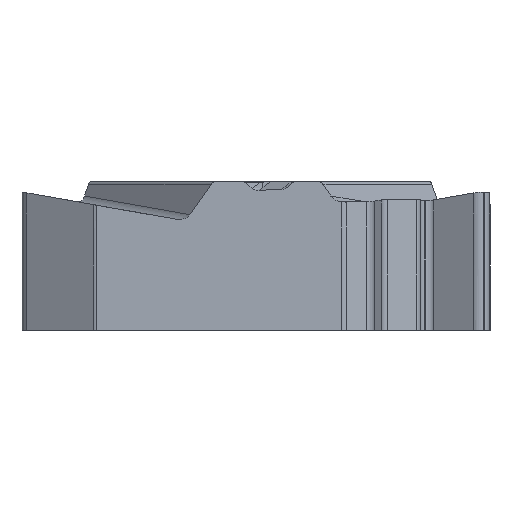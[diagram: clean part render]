
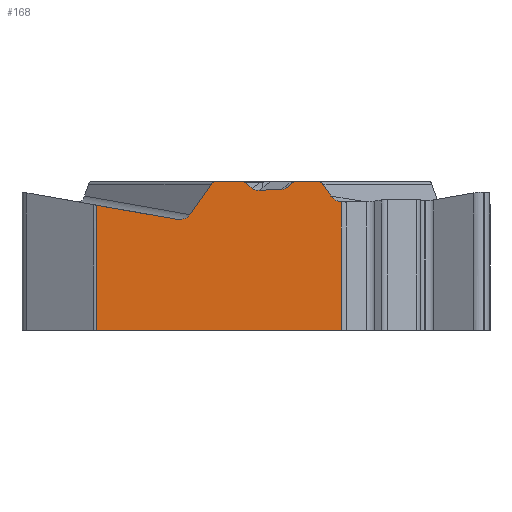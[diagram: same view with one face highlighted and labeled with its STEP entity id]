
A CAD part, left-side view. The second image highlights one B-rep face of the part: STEP entity #168.
In plain terms, the highlighted planar face has unit normal (-1, 0, 0).
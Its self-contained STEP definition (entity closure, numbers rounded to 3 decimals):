
#121=PLANE('',#2092);
#168=ADVANCED_FACE('',(#319),#121,.F.);
#319=FACE_OUTER_BOUND('',#421,.T.);
#421=EDGE_LOOP('',(#592,#593,#594,#595,#596,#597,#598,#599,#600,#601,#602,
#603,#604,#605,#606,#607,#608,#609,#610));
#532=ELLIPSE('',#2079,0.368,0.32);
#535=ELLIPSE('',#2083,0.374,0.32);
#538=ELLIPSE('',#2088,0.17,0.15);
#539=ELLIPSE('',#2089,0.15,0.15);
#540=ELLIPSE('',#2090,0.167,0.15);
#541=ELLIPSE('',#2091,0.177,0.15);
#592=ORIENTED_EDGE('',*,*,#1378,.F.);
#593=ORIENTED_EDGE('',*,*,#1379,.T.);
#594=ORIENTED_EDGE('',*,*,#1371,.T.);
#595=ORIENTED_EDGE('',*,*,#1380,.F.);
#596=ORIENTED_EDGE('',*,*,#1381,.F.);
#597=ORIENTED_EDGE('',*,*,#1382,.F.);
#598=ORIENTED_EDGE('',*,*,#1383,.F.);
#599=ORIENTED_EDGE('',*,*,#1384,.F.);
#600=ORIENTED_EDGE('',*,*,#1385,.F.);
#601=ORIENTED_EDGE('',*,*,#1386,.F.);
#602=ORIENTED_EDGE('',*,*,#1387,.F.);
#603=ORIENTED_EDGE('',*,*,#1388,.F.);
#604=ORIENTED_EDGE('',*,*,#1389,.F.);
#605=ORIENTED_EDGE('',*,*,#1390,.F.);
#606=ORIENTED_EDGE('',*,*,#1391,.F.);
#607=ORIENTED_EDGE('',*,*,#1392,.F.);
#608=ORIENTED_EDGE('',*,*,#1364,.T.);
#609=ORIENTED_EDGE('',*,*,#1393,.F.);
#610=ORIENTED_EDGE('',*,*,#1394,.T.);
#1169=VERTEX_POINT('',#3306);
#1171=VERTEX_POINT('',#3309);
#1177=VERTEX_POINT('',#3325);
#1178=VERTEX_POINT('',#3327);
#1184=VERTEX_POINT('',#3348);
#1185=VERTEX_POINT('',#3349);
#1186=VERTEX_POINT('',#3352);
#1187=VERTEX_POINT('',#3354);
#1188=VERTEX_POINT('',#3356);
#1189=VERTEX_POINT('',#3358);
#1190=VERTEX_POINT('',#3360);
#1191=VERTEX_POINT('',#3374);
#1192=VERTEX_POINT('',#3376);
#1193=VERTEX_POINT('',#3390);
#1194=VERTEX_POINT('',#3392);
#1195=VERTEX_POINT('',#3394);
#1196=VERTEX_POINT('',#3396);
#1197=VERTEX_POINT('',#3398);
#1198=VERTEX_POINT('',#3401);
#1364=EDGE_CURVE('',#1171,#1169,#532,.T.);
#1371=EDGE_CURVE('',#1178,#1177,#535,.T.);
#1378=EDGE_CURVE('',#1184,#1185,#1665,.T.);
#1379=EDGE_CURVE('',#1184,#1178,#1666,.T.);
#1380=EDGE_CURVE('',#1186,#1177,#1667,.T.);
#1381=EDGE_CURVE('',#1187,#1186,#538,.T.);
#1382=EDGE_CURVE('',#1188,#1187,#1668,.T.);
#1383=EDGE_CURVE('',#1189,#1188,#539,.T.);
#1384=EDGE_CURVE('',#1190,#1189,#1669,.T.);
#1385=EDGE_CURVE('',#1191,#1190,#2027,.T.);
#1386=EDGE_CURVE('',#1192,#1191,#1670,.T.);
#1387=EDGE_CURVE('',#1193,#1192,#2028,.T.);
#1388=EDGE_CURVE('',#1194,#1193,#1671,.T.);
#1389=EDGE_CURVE('',#1195,#1194,#540,.T.);
#1390=EDGE_CURVE('',#1196,#1195,#1672,.T.);
#1391=EDGE_CURVE('',#1197,#1196,#541,.T.);
#1392=EDGE_CURVE('',#1171,#1197,#1673,.T.);
#1393=EDGE_CURVE('',#1198,#1169,#1674,.T.);
#1394=EDGE_CURVE('',#1198,#1185,#1675,.T.);
#1665=LINE('',#3347,#1839);
#1666=LINE('',#3350,#1840);
#1667=LINE('',#3351,#1841);
#1668=LINE('',#3355,#1842);
#1669=LINE('',#3359,#1843);
#1670=LINE('',#3375,#1844);
#1671=LINE('',#3391,#1845);
#1672=LINE('',#3395,#1846);
#1673=LINE('',#3399,#1847);
#1674=LINE('',#3400,#1848);
#1675=LINE('',#3402,#1849);
#1839=VECTOR('',#2297,1.);
#1840=VECTOR('',#2298,1.);
#1841=VECTOR('',#2299,1.);
#1842=VECTOR('',#2302,1.);
#1843=VECTOR('',#2305,1.);
#1844=VECTOR('',#2306,1.);
#1845=VECTOR('',#2307,1.);
#1846=VECTOR('',#2310,1.);
#1847=VECTOR('',#2313,1.);
#1848=VECTOR('',#2314,1.);
#1849=VECTOR('',#2315,1.);
#2027=B_SPLINE_CURVE_WITH_KNOTS('',3,(#3361,#3362,#3363,#3364,#3365,#3366,
#3367,#3368,#3369,#3370,#3371,#3372,#3373),.UNSPECIFIED.,.F.,.F.,(4,3,3,
3,4),(0.,0.249,0.498,0.746,1.),
 .UNSPECIFIED.);
#2028=B_SPLINE_CURVE_WITH_KNOTS('',3,(#3377,#3378,#3379,#3380,#3381,#3382,
#3383,#3384,#3385,#3386,#3387,#3388,#3389),.UNSPECIFIED.,.F.,.F.,(4,3,3,
3,4),(0.,0.234,0.468,0.701,1.),
 .UNSPECIFIED.);
#2079=AXIS2_PLACEMENT_3D('',#3308,#2274,#2275);
#2083=AXIS2_PLACEMENT_3D('',#3326,#2285,#2286);
#2088=AXIS2_PLACEMENT_3D('',#3353,#2300,#2301);
#2089=AXIS2_PLACEMENT_3D('',#3357,#2303,#2304);
#2090=AXIS2_PLACEMENT_3D('',#3393,#2308,#2309);
#2091=AXIS2_PLACEMENT_3D('',#3397,#2311,#2312);
#2092=AXIS2_PLACEMENT_3D('',#3403,#2316,#2317);
#2274=DIRECTION('',(1.,0.,0.));
#2275=DIRECTION('',(0.,0.985,0.174));
#2285=DIRECTION('',(1.,0.,0.));
#2286=DIRECTION('',(0.,0.986,0.165));
#2297=DIRECTION('',(0.,1.,0.));
#2298=DIRECTION('',(0.,0.,1.));
#2299=DIRECTION('',(0.,-0.558,-0.83));
#2300=DIRECTION('',(1.,0.,0.));
#2301=DIRECTION('',(0.,1.,0.));
#2302=DIRECTION('',(0.,-1.,0.));
#2303=DIRECTION('',(1.,0.,0.));
#2304=DIRECTION('',(0.,-1.,0.));
#2305=DIRECTION('',(0.,-0.759,0.651));
#2306=DIRECTION('',(0.,-0.999,0.043));
#2307=DIRECTION('',(0.,-0.792,-0.611));
#2308=DIRECTION('',(1.,0.,0.));
#2309=DIRECTION('',(0.,1.,0.));
#2310=DIRECTION('',(0.,-1.,0.));
#2311=DIRECTION('',(1.,0.,0.));
#2312=DIRECTION('',(0.,1.,0.));
#2313=DIRECTION('',(0.,-0.574,0.819));
#2314=DIRECTION('',(0.,-0.985,-0.174));
#2315=DIRECTION('',(0.,0.,-1.));
#2316=DIRECTION('',(1.,0.,0.));
#2317=DIRECTION('',(0.,0.,-1.));
#3306=CARTESIAN_POINT('',(-4.763,2.45,-0.785));
#3308=CARTESIAN_POINT('',(-4.763,2.394,-0.47));
#3309=CARTESIAN_POINT('',(-4.763,2.08,-0.647));
#3325=CARTESIAN_POINT('',(-4.763,-1.965,-0.113));
#3326=CARTESIAN_POINT('',(-4.763,-2.285,0.037));
#3327=CARTESIAN_POINT('',(-4.763,-2.263,-0.283));
#3347=CARTESIAN_POINT('',(-4.763,-3.173,-3.97));
#3348=CARTESIAN_POINT('',(-4.763,-2.263,-3.97));
#3349=CARTESIAN_POINT('',(-4.763,4.754,-3.97));
#3350=CARTESIAN_POINT('',(-4.763,-2.263,3.3));
#3351=CARTESIAN_POINT('',(-4.763,-0.312,2.344));
#3352=CARTESIAN_POINT('',(-4.763,-1.736,0.227));
#3353=CARTESIAN_POINT('',(-4.763,-1.59,0.15));
#3354=CARTESIAN_POINT('',(-4.763,-1.59,0.3));
#3355=CARTESIAN_POINT('',(-4.763,3.173,0.3));
#3356=CARTESIAN_POINT('',(-4.763,-0.971,0.3));
#3357=CARTESIAN_POINT('',(-4.763,-0.971,0.15));
#3358=CARTESIAN_POINT('',(-4.763,-0.873,0.264));
#3359=CARTESIAN_POINT('',(-4.763,1.59,-1.847));
#3360=CARTESIAN_POINT('',(-4.763,-0.748,0.157));
#3361=CARTESIAN_POINT('',(-4.763,-0.55,0.078));
#3362=CARTESIAN_POINT('',(-4.763,-0.568,0.079));
#3363=CARTESIAN_POINT('',(-4.763,-0.586,0.082));
#3364=CARTESIAN_POINT('',(-4.763,-0.603,0.085));
#3365=CARTESIAN_POINT('',(-4.763,-0.621,0.089));
#3366=CARTESIAN_POINT('',(-4.763,-0.638,0.094));
#3367=CARTESIAN_POINT('',(-4.763,-0.655,0.101));
#3368=CARTESIAN_POINT('',(-4.763,-0.672,0.108));
#3369=CARTESIAN_POINT('',(-4.763,-0.688,0.116));
#3370=CARTESIAN_POINT('',(-4.763,-0.703,0.125));
#3371=CARTESIAN_POINT('',(-4.763,-0.719,0.134));
#3372=CARTESIAN_POINT('',(-4.763,-0.734,0.145));
#3373=CARTESIAN_POINT('',(-4.763,-0.748,0.157));
#3374=CARTESIAN_POINT('',(-4.763,-0.55,0.078));
#3375=CARTESIAN_POINT('',(-4.763,-3.165,0.19));
#3376=CARTESIAN_POINT('',(-4.763,0.098,0.051));
#3377=CARTESIAN_POINT('',(-4.763,0.297,0.113));
#3378=CARTESIAN_POINT('',(-4.763,0.284,0.102));
#3379=CARTESIAN_POINT('',(-4.763,0.269,0.093));
#3380=CARTESIAN_POINT('',(-4.763,0.255,0.086));
#3381=CARTESIAN_POINT('',(-4.763,0.24,0.078));
#3382=CARTESIAN_POINT('',(-4.763,0.225,0.071));
#3383=CARTESIAN_POINT('',(-4.763,0.209,0.066));
#3384=CARTESIAN_POINT('',(-4.763,0.194,0.061));
#3385=CARTESIAN_POINT('',(-4.763,0.177,0.057));
#3386=CARTESIAN_POINT('',(-4.763,0.161,0.054));
#3387=CARTESIAN_POINT('',(-4.763,0.14,0.051));
#3388=CARTESIAN_POINT('',(-4.763,0.119,0.05));
#3389=CARTESIAN_POINT('',(-4.763,0.098,0.051));
#3390=CARTESIAN_POINT('',(-4.763,0.297,0.113));
#3391=CARTESIAN_POINT('',(-4.763,-1.933,-1.607));
#3392=CARTESIAN_POINT('',(-4.763,0.493,0.264));
#3393=CARTESIAN_POINT('',(-4.763,0.601,0.15));
#3394=CARTESIAN_POINT('',(-4.763,0.601,0.3));
#3395=CARTESIAN_POINT('',(-4.763,-3.173,0.3));
#3396=CARTESIAN_POINT('',(-4.763,1.316,0.3));
#3397=CARTESIAN_POINT('',(-4.763,1.316,0.15));
#3398=CARTESIAN_POINT('',(-4.763,1.468,0.227));
#3399=CARTESIAN_POINT('',(-4.763,0.048,2.255));
#3400=CARTESIAN_POINT('',(-4.763,-2.869,-1.723));
#3401=CARTESIAN_POINT('',(-4.763,4.754,-0.378));
#3402=CARTESIAN_POINT('',(-4.763,4.754,-5.47));
#3403=CARTESIAN_POINT('',(-4.763,-3.173,0.));
